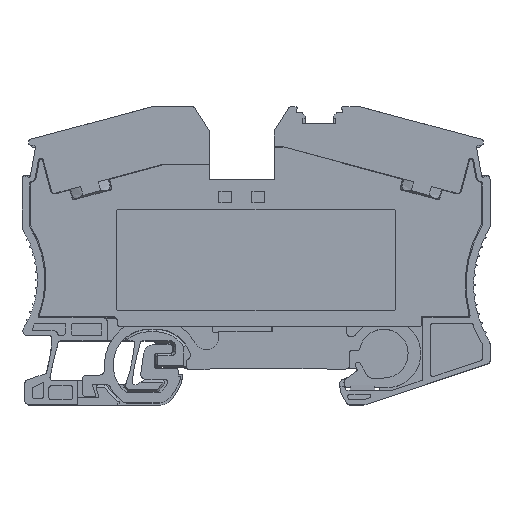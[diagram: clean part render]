
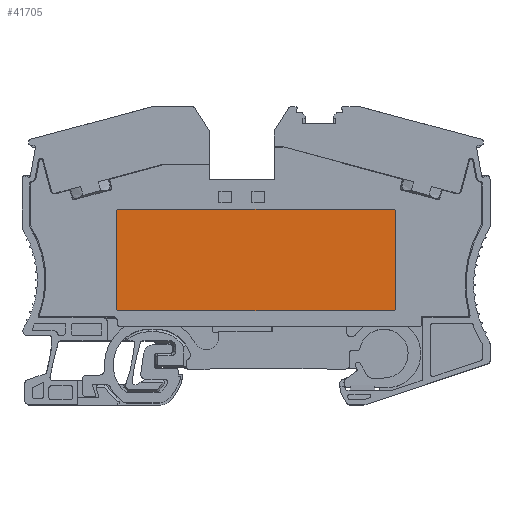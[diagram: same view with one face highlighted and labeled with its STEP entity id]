
A CAD part, top view. The second image highlights one B-rep face of the part: STEP entity #41705.
In plain terms, the highlighted planar face has unit normal (0, 0, 1).
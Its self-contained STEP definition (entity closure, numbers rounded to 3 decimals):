
#14999=CARTESIAN_POINT('',(-24.2,30.799,7.7));
#15000=DIRECTION('',(0.,0.,1.));
#15001=DIRECTION('',(0.,1.,0.));
#15002=AXIS2_PLACEMENT_3D('',#14999,#15000,#15001);
#15004=DIRECTION('',(-1.,0.,0.));
#15005=VECTOR('',#15004,54.);
#15006=CARTESIAN_POINT('',(29.8,31.299,7.7));
#15007=LINE('',#15006,#15005);
#15008=CARTESIAN_POINT('',(29.8,30.799,7.7));
#15009=DIRECTION('',(0.,0.,1.));
#15010=DIRECTION('',(1.,0.,0.));
#15011=AXIS2_PLACEMENT_3D('',#15008,#15009,#15010);
#15013=DIRECTION('',(0.,1.,0.));
#15014=VECTOR('',#15013,19.);
#15015=CARTESIAN_POINT('',(30.3,11.799,7.7));
#15016=LINE('',#15015,#15014);
#15017=CARTESIAN_POINT('',(29.8,11.799,7.7));
#15018=DIRECTION('',(0.,0.,1.));
#15019=DIRECTION('',(0.,-1.,0.));
#15020=AXIS2_PLACEMENT_3D('',#15017,#15018,#15019);
#15022=DIRECTION('',(1.,0.,0.));
#15023=VECTOR('',#15022,54.);
#15024=CARTESIAN_POINT('',(-24.2,11.299,7.7));
#15025=LINE('',#15024,#15023);
#15026=CARTESIAN_POINT('',(-24.2,11.799,7.7));
#15027=DIRECTION('',(0.,0.,1.));
#15028=DIRECTION('',(-1.,0.,0.));
#15029=AXIS2_PLACEMENT_3D('',#15026,#15027,#15028);
#15031=DIRECTION('',(0.,-1.,0.));
#15032=VECTOR('',#15031,19.);
#15033=CARTESIAN_POINT('',(-24.7,30.799,7.7));
#15034=LINE('',#15033,#15032);
#19758=CARTESIAN_POINT('',(-24.2,31.299,7.7));
#19759=CARTESIAN_POINT('',(-24.7,30.799,7.7));
#19760=VERTEX_POINT('',#19758);
#19761=VERTEX_POINT('',#19759);
#19762=CARTESIAN_POINT('',(-24.7,11.799,7.7));
#19763=VERTEX_POINT('',#19762);
#19764=CARTESIAN_POINT('',(-24.2,11.299,7.7));
#19765=VERTEX_POINT('',#19764);
#19766=CARTESIAN_POINT('',(29.8,11.299,7.7));
#19767=VERTEX_POINT('',#19766);
#19768=CARTESIAN_POINT('',(30.3,11.799,7.7));
#19769=VERTEX_POINT('',#19768);
#19770=CARTESIAN_POINT('',(30.3,30.799,7.7));
#19771=VERTEX_POINT('',#19770);
#19772=CARTESIAN_POINT('',(29.8,31.299,7.7));
#19773=VERTEX_POINT('',#19772);
#41690=CARTESIAN_POINT('',(2.8,-0.101,7.7));
#41691=DIRECTION('',(0.,0.,1.));
#41692=DIRECTION('',(1.,0.,0.));
#41693=AXIS2_PLACEMENT_3D('',#41690,#41691,#41692);
#41694=PLANE('',#41693);
#41695=ORIENTED_EDGE('',*,*,#41530,.F.);
#41696=ORIENTED_EDGE('',*,*,#41552,.F.);
#41697=ORIENTED_EDGE('',*,*,#41573,.F.);
#41698=ORIENTED_EDGE('',*,*,#41594,.F.);
#41699=ORIENTED_EDGE('',*,*,#41615,.F.);
#41700=ORIENTED_EDGE('',*,*,#41636,.F.);
#41701=ORIENTED_EDGE('',*,*,#41657,.F.);
#41702=ORIENTED_EDGE('',*,*,#41677,.F.);
#41703=EDGE_LOOP('',(#41695,#41696,#41697,#41698,#41699,#41700,#41701,#41702));
#41704=FACE_OUTER_BOUND('',#41703,.F.);
#41705=ADVANCED_FACE('',(#41704),#41694,.T.);
#15003=CIRCLE('',#15002,0.5);
#15012=CIRCLE('',#15011,0.5);
#15021=CIRCLE('',#15020,0.5);
#15030=CIRCLE('',#15029,0.5);
#41530=EDGE_CURVE('',#19760,#19761,#15003,.T.);
#41552=EDGE_CURVE('',#19773,#19760,#15007,.T.);
#41573=EDGE_CURVE('',#19771,#19773,#15012,.T.);
#41594=EDGE_CURVE('',#19769,#19771,#15016,.T.);
#41615=EDGE_CURVE('',#19767,#19769,#15021,.T.);
#41636=EDGE_CURVE('',#19765,#19767,#15025,.T.);
#41657=EDGE_CURVE('',#19763,#19765,#15030,.T.);
#41677=EDGE_CURVE('',#19761,#19763,#15034,.T.);
